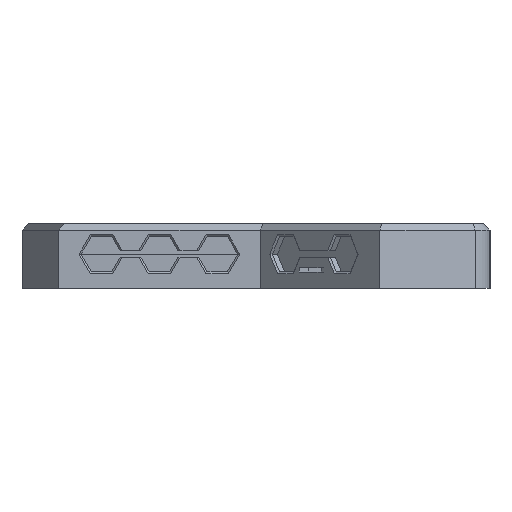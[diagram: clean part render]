
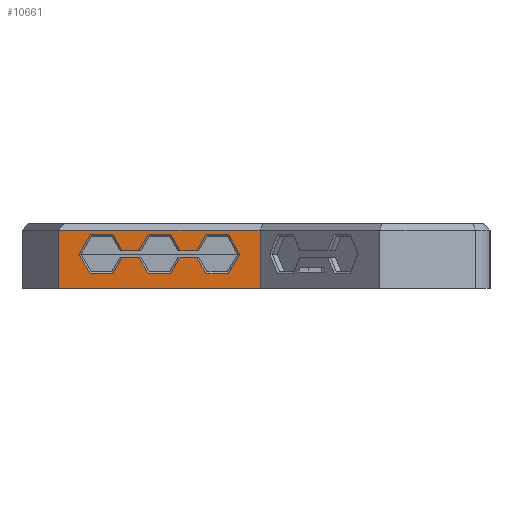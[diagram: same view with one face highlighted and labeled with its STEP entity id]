
A CAD part, left-side view. The second image highlights one B-rep face of the part: STEP entity #10661.
In plain terms, the highlighted planar face has unit normal (-1, 0, 0).
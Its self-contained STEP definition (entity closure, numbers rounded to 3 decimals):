
#163=FACE_BOUND('',#1284,.T.);
#659=FACE_OUTER_BOUND('',#1283,.T.);
#1283=EDGE_LOOP('',(#8726,#8727,#8728,#8729));
#1284=EDGE_LOOP('',(#8730,#8731,#8732,#8733,#8734,#8735,#8736,#8737,#8738,
#8739,#8740,#8741,#8742,#8743,#8744,#8745,#8746,#8747,#8748,#8749,#8750,
#8751));
#2265=LINE('',#15978,#3655);
#2443=LINE('',#16408,#3833);
#2457=LINE('',#16447,#3847);
#2459=LINE('',#16451,#3849);
#2462=LINE('',#16457,#3852);
#2465=LINE('',#16463,#3855);
#2468=LINE('',#16469,#3858);
#2471=LINE('',#16475,#3861);
#2474=LINE('',#16481,#3864);
#2475=LINE('',#16482,#3865);
#2476=LINE('',#16484,#3866);
#2477=LINE('',#16486,#3867);
#2478=LINE('',#16488,#3868);
#2479=LINE('',#16490,#3869);
#2480=LINE('',#16492,#3870);
#2481=LINE('',#16494,#3871);
#2482=LINE('',#16496,#3872);
#2483=LINE('',#16498,#3873);
#2484=LINE('',#16500,#3874);
#2485=LINE('',#16502,#3875);
#2486=LINE('',#16504,#3876);
#2487=LINE('',#16506,#3877);
#2488=LINE('',#16508,#3878);
#2489=LINE('',#16510,#3879);
#2490=LINE('',#16512,#3880);
#2491=LINE('',#16513,#3881);
#3655=VECTOR('',#13032,10.);
#3833=VECTOR('',#13374,10.);
#3847=VECTOR('',#13410,10.);
#3849=VECTOR('',#13414,10.);
#3852=VECTOR('',#13419,10.);
#3855=VECTOR('',#13424,10.);
#3858=VECTOR('',#13429,10.);
#3861=VECTOR('',#13434,10.);
#3864=VECTOR('',#13439,10.);
#3865=VECTOR('',#13440,10.);
#3866=VECTOR('',#13441,10.);
#3867=VECTOR('',#13442,10.);
#3868=VECTOR('',#13443,10.);
#3869=VECTOR('',#13444,10.);
#3870=VECTOR('',#13445,10.);
#3871=VECTOR('',#13446,10.);
#3872=VECTOR('',#13447,10.);
#3873=VECTOR('',#13448,10.);
#3874=VECTOR('',#13449,10.);
#3875=VECTOR('',#13450,10.);
#3876=VECTOR('',#13451,10.);
#3877=VECTOR('',#13452,10.);
#3878=VECTOR('',#13453,10.);
#3879=VECTOR('',#13454,10.);
#3880=VECTOR('',#13455,10.);
#3881=VECTOR('',#13456,10.);
#4840=VERTEX_POINT('',#15971);
#4842=VERTEX_POINT('',#15977);
#5012=VERTEX_POINT('',#16406);
#5025=VERTEX_POINT('',#16444);
#5026=VERTEX_POINT('',#16446);
#5027=VERTEX_POINT('',#16450);
#5029=VERTEX_POINT('',#16456);
#5031=VERTEX_POINT('',#16462);
#5033=VERTEX_POINT('',#16468);
#5035=VERTEX_POINT('',#16474);
#5037=VERTEX_POINT('',#16480);
#5038=VERTEX_POINT('',#16483);
#5039=VERTEX_POINT('',#16485);
#5040=VERTEX_POINT('',#16487);
#5041=VERTEX_POINT('',#16489);
#5042=VERTEX_POINT('',#16491);
#5043=VERTEX_POINT('',#16493);
#5044=VERTEX_POINT('',#16495);
#5045=VERTEX_POINT('',#16497);
#5046=VERTEX_POINT('',#16499);
#5047=VERTEX_POINT('',#16501);
#5048=VERTEX_POINT('',#16503);
#5049=VERTEX_POINT('',#16505);
#5050=VERTEX_POINT('',#16507);
#5051=VERTEX_POINT('',#16509);
#5052=VERTEX_POINT('',#16511);
#6094=EDGE_CURVE('',#4842,#4840,#2265,.T.);
#6309=EDGE_CURVE('',#5012,#4840,#2443,.T.);
#6328=EDGE_CURVE('',#5026,#5025,#2457,.T.);
#6330=EDGE_CURVE('',#5025,#5027,#2459,.T.);
#6333=EDGE_CURVE('',#5027,#5029,#2462,.T.);
#6336=EDGE_CURVE('',#5029,#5031,#2465,.T.);
#6339=EDGE_CURVE('',#5031,#5033,#2468,.T.);
#6342=EDGE_CURVE('',#5033,#5035,#2471,.T.);
#6345=EDGE_CURVE('',#5012,#5037,#2474,.T.);
#6346=EDGE_CURVE('',#5037,#4842,#2475,.T.);
#6347=EDGE_CURVE('',#5038,#5035,#2476,.T.);
#6348=EDGE_CURVE('',#5038,#5039,#2477,.T.);
#6349=EDGE_CURVE('',#5039,#5040,#2478,.T.);
#6350=EDGE_CURVE('',#5040,#5041,#2479,.T.);
#6351=EDGE_CURVE('',#5042,#5041,#2480,.T.);
#6352=EDGE_CURVE('',#5042,#5043,#2481,.T.);
#6353=EDGE_CURVE('',#5043,#5044,#2482,.T.);
#6354=EDGE_CURVE('',#5044,#5045,#2483,.T.);
#6355=EDGE_CURVE('',#5045,#5046,#2484,.T.);
#6356=EDGE_CURVE('',#5046,#5047,#2485,.T.);
#6357=EDGE_CURVE('',#5047,#5048,#2486,.T.);
#6358=EDGE_CURVE('',#5049,#5048,#2487,.T.);
#6359=EDGE_CURVE('',#5049,#5050,#2488,.T.);
#6360=EDGE_CURVE('',#5050,#5051,#2489,.T.);
#6361=EDGE_CURVE('',#5051,#5052,#2490,.T.);
#6362=EDGE_CURVE('',#5026,#5052,#2491,.T.);
#8726=ORIENTED_EDGE('',*,*,#6094,.T.);
#8727=ORIENTED_EDGE('',*,*,#6309,.F.);
#8728=ORIENTED_EDGE('',*,*,#6345,.T.);
#8729=ORIENTED_EDGE('',*,*,#6346,.T.);
#8730=ORIENTED_EDGE('',*,*,#6342,.T.);
#8731=ORIENTED_EDGE('',*,*,#6347,.F.);
#8732=ORIENTED_EDGE('',*,*,#6348,.T.);
#8733=ORIENTED_EDGE('',*,*,#6349,.T.);
#8734=ORIENTED_EDGE('',*,*,#6350,.T.);
#8735=ORIENTED_EDGE('',*,*,#6351,.F.);
#8736=ORIENTED_EDGE('',*,*,#6352,.T.);
#8737=ORIENTED_EDGE('',*,*,#6353,.T.);
#8738=ORIENTED_EDGE('',*,*,#6354,.T.);
#8739=ORIENTED_EDGE('',*,*,#6355,.T.);
#8740=ORIENTED_EDGE('',*,*,#6356,.T.);
#8741=ORIENTED_EDGE('',*,*,#6357,.T.);
#8742=ORIENTED_EDGE('',*,*,#6358,.F.);
#8743=ORIENTED_EDGE('',*,*,#6359,.T.);
#8744=ORIENTED_EDGE('',*,*,#6360,.T.);
#8745=ORIENTED_EDGE('',*,*,#6361,.T.);
#8746=ORIENTED_EDGE('',*,*,#6362,.F.);
#8747=ORIENTED_EDGE('',*,*,#6328,.T.);
#8748=ORIENTED_EDGE('',*,*,#6330,.T.);
#8749=ORIENTED_EDGE('',*,*,#6333,.T.);
#8750=ORIENTED_EDGE('',*,*,#6336,.T.);
#8751=ORIENTED_EDGE('',*,*,#6339,.T.);
#10121=PLANE('',#11345);
#10661=ADVANCED_FACE('',(#659,#163),#10121,.F.);
#11345=AXIS2_PLACEMENT_3D('',#16479,#13437,#13438);
#13032=DIRECTION('',(0.,1.,0.));
#13374=DIRECTION('',(0.,0.,1.));
#13410=DIRECTION('',(0.,0.505,-0.863));
#13414=DIRECTION('',(0.,1.,0.006));
#13419=DIRECTION('',(0.,0.495,0.869));
#13424=DIRECTION('',(0.,-0.505,0.863));
#13429=DIRECTION('',(0.,-1.,-0.006));
#13434=DIRECTION('',(0.,-0.495,-0.869));
#13437=DIRECTION('center_axis',(1.,0.,0.));
#13438=DIRECTION('ref_axis',(0.,-1.,0.));
#13439=DIRECTION('',(0.,-1.,0.));
#13440=DIRECTION('',(0.,0.,1.));
#13441=DIRECTION('',(0.,1.,0.));
#13442=DIRECTION('',(0.,-0.505,0.863));
#13443=DIRECTION('',(0.,-1.,-0.006));
#13444=DIRECTION('',(0.,-0.495,-0.869));
#13445=DIRECTION('',(0.,1.,0.));
#13446=DIRECTION('',(0.,-0.505,0.863));
#13447=DIRECTION('',(0.,-1.,-0.006));
#13448=DIRECTION('',(0.,-0.495,-0.869));
#13449=DIRECTION('',(0.,0.505,-0.863));
#13450=DIRECTION('',(0.,1.,0.006));
#13451=DIRECTION('',(0.,0.495,0.869));
#13452=DIRECTION('',(0.,-1.,0.));
#13453=DIRECTION('',(0.,0.505,-0.863));
#13454=DIRECTION('',(0.,1.,0.006));
#13455=DIRECTION('',(0.,0.495,0.869));
#13456=DIRECTION('',(0.,-1.,0.));
#15971=CARTESIAN_POINT('',(-110.5,101.304,3.9));
#15977=CARTESIAN_POINT('',(-110.5,55.909,3.9));
#15978=CARTESIAN_POINT('',(-110.5,79.097,3.9));
#16406=CARTESIAN_POINT('',(-110.5,101.304,-9.2));
#16408=CARTESIAN_POINT('',(-110.5,101.304,-1.6));
#16444=CARTESIAN_POINT('',(-110.5,89.106,-5.89));
#16446=CARTESIAN_POINT('',(-110.5,86.976,-2.25));
#16447=CARTESIAN_POINT('',(-110.5,89.668,-6.851));
#16450=CARTESIAN_POINT('',(-110.5,94.158,-5.86));
#16451=CARTESIAN_POINT('',(-110.5,97.628,-5.84));
#16456=CARTESIAN_POINT('',(-110.5,96.658,-1.471));
#16457=CARTESIAN_POINT('',(-110.5,97.142,-0.621));
#16462=CARTESIAN_POINT('',(-110.5,94.107,2.89));
#16463=CARTESIAN_POINT('',(-110.5,96.061,-0.451));
#16468=CARTESIAN_POINT('',(-110.5,89.055,2.86));
#16469=CARTESIAN_POINT('',(-110.5,95.282,2.896));
#16474=CARTESIAN_POINT('',(-110.5,86.999,-0.75));
#16475=CARTESIAN_POINT('',(-110.5,88.625,2.104));
#16479=CARTESIAN_POINT('Origin',(-110.5,101.304,-1.6));
#16480=CARTESIAN_POINT('',(-110.5,55.909,-9.2));
#16481=CARTESIAN_POINT('',(-110.5,55.909,-9.2));
#16482=CARTESIAN_POINT('',(-110.5,55.909,-1.6));
#16483=CARTESIAN_POINT('',(-110.5,83.236,-0.75));
#16484=CARTESIAN_POINT('',(-110.5,92.039,-0.75));
#16485=CARTESIAN_POINT('',(-110.5,81.107,2.89));
#16486=CARTESIAN_POINT('',(-110.5,84.719,-3.284));
#16487=CARTESIAN_POINT('',(-110.5,76.055,2.86));
#16488=CARTESIAN_POINT('',(-110.5,88.782,2.934));
#16489=CARTESIAN_POINT('',(-110.5,73.999,-0.75));
#16490=CARTESIAN_POINT('',(-110.5,77.217,4.9));
#16491=CARTESIAN_POINT('',(-110.5,70.236,-0.75));
#16492=CARTESIAN_POINT('',(-110.5,85.539,-0.75));
#16493=CARTESIAN_POINT('',(-110.5,68.107,2.89));
#16494=CARTESIAN_POINT('',(-110.5,73.377,-6.117));
#16495=CARTESIAN_POINT('',(-110.5,63.055,2.86));
#16496=CARTESIAN_POINT('',(-110.5,82.281,2.972));
#16497=CARTESIAN_POINT('',(-110.5,60.555,-1.529));
#16498=CARTESIAN_POINT('',(-110.5,65.588,7.307));
#16499=CARTESIAN_POINT('',(-110.5,63.106,-5.89));
#16500=CARTESIAN_POINT('',(-110.5,66.984,-12.517));
#16501=CARTESIAN_POINT('',(-110.5,68.158,-5.86));
#16502=CARTESIAN_POINT('',(-110.5,84.627,-5.765));
#16503=CARTESIAN_POINT('',(-110.5,70.214,-2.25));
#16504=CARTESIAN_POINT('',(-110.5,74.106,4.582));
#16505=CARTESIAN_POINT('',(-110.5,73.976,-2.25));
#16506=CARTESIAN_POINT('',(-110.5,87.872,-2.25));
#16507=CARTESIAN_POINT('',(-110.5,76.106,-5.89));
#16508=CARTESIAN_POINT('',(-110.5,78.326,-9.684));
#16509=CARTESIAN_POINT('',(-110.5,81.158,-5.86));
#16510=CARTESIAN_POINT('',(-110.5,91.127,-5.802));
#16511=CARTESIAN_POINT('',(-110.5,83.214,-2.25));
#16512=CARTESIAN_POINT('',(-110.5,85.513,1.786));
#16513=CARTESIAN_POINT('',(-110.5,94.372,-2.25));
